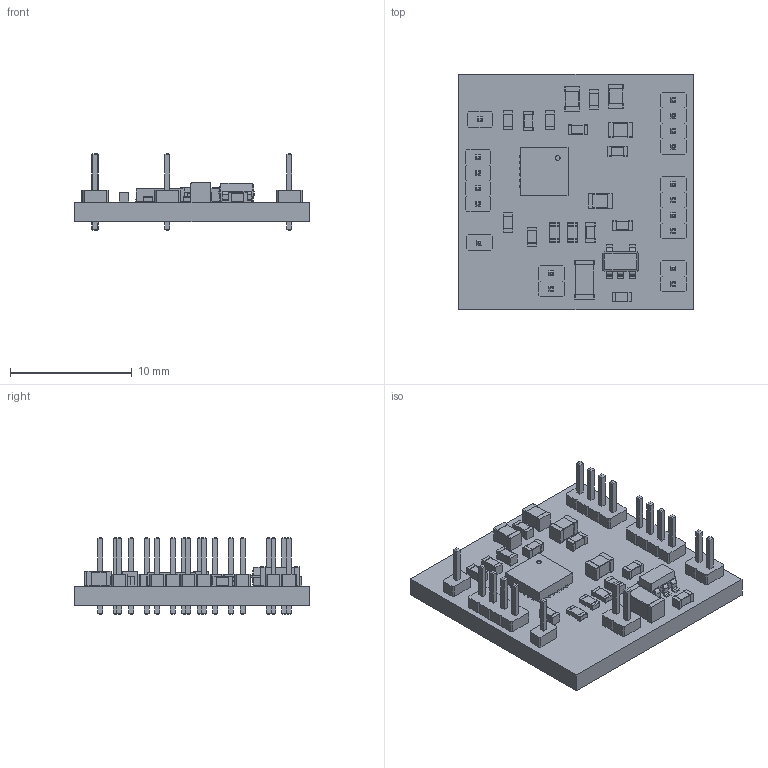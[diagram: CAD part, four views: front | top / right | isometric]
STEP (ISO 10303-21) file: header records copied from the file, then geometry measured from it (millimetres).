
FILE_DESCRIPTION(('FreeCAD Model'),'2;1');
FILE_NAME('Open CASCADE Shape Model','2024-01-07T12:37:30',( 'kicad StepUp'),('ksu MCAD'),'Open CASCADE STEP processor 7.6', 'FreeCAD','Unknown');
FILE_SCHEMA(('AUTOMOTIVE_DESIGN { 1 0 10303 214 1 1 1 1 }'));
Length unit declared in the file: millimetre
Products named in the file (1): microPAM_V4_sp
Bounding box: 19.2 x 19.3 x 6.3 mm (x, y, z)
Volume: 699.1 mm3; surface area: 1310.2 mm2
Topology: 1 solids, 1 shells, 1332 faces, 3616 edges, 2344 vertices
Faces by surface type: plane 982, cylinder 321, bspline 29
Full cylindrical faces by diameter (mm): 0.1 x9, 0.4 x1
Entity records: 50928 total; most frequent: CARTESIAN_POINT 7412, ORIENTED_EDGE 7232, DIRECTION 6834, EDGE_CURVE 3616, LINE 2942, VECTOR 2942, VERTEX_POINT 2344, AXIS2_PLACEMENT_3D 1946
